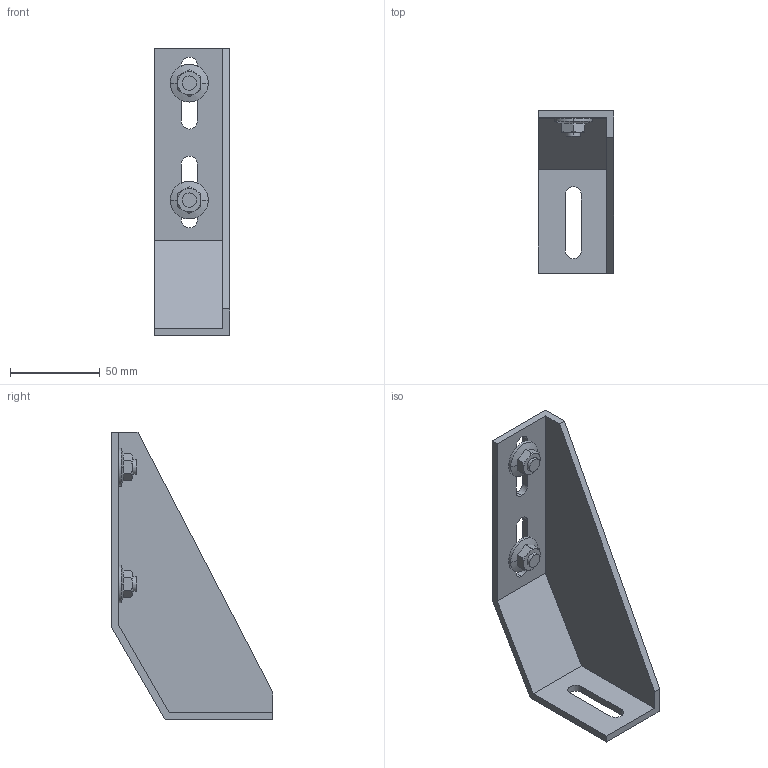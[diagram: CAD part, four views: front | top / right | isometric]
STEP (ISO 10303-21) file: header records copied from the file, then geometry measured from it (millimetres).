
FILE_DESCRIPTION (( 'STEP AP214' ), '1' );
FILE_NAME ('64112181', '2019-02-04T09:38:22', ( '' ), ('JUGARD+KÜNSTNER GmbH'), 'SwSTEP 2.0', 'SolidWorks 2017', '' );
FILE_SCHEMA (( 'AUTOMOTIVE_DESIGN' ));
Length unit declared in the file: millimetre
Products named in the file (1): 64112181_CNAJF00
Bounding box: 42 x 90 x 160 mm (x, y, z)
Surface area: 36181.8 mm2 (no closed solid volume)
Topology: 0 solids, 1 shells, 76 faces, 238 edges, 152 vertices
Faces by surface type: plane 38, cylinder 20, cone 14, bspline 4
Entity records: 2863 total; most frequent: CARTESIAN_POINT 727, DIRECTION 444, ORIENTED_EDGE 438, EDGE_CURVE 238, AXIS2_PLACEMENT_3D 165, VERTEX_POINT 152, LINE 114, VECTOR 114
